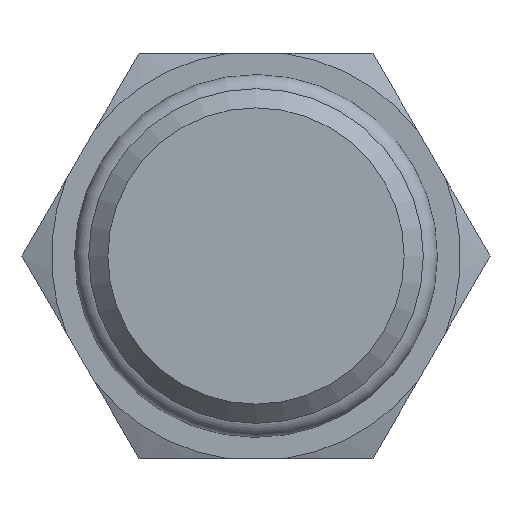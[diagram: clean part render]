
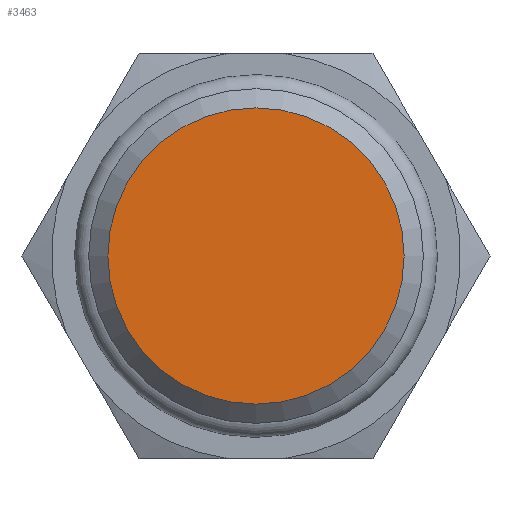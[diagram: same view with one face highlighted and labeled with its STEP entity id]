
A CAD part, left-side view. The second image highlights one B-rep face of the part: STEP entity #3463.
In plain terms, the highlighted planar face has unit normal (-1, 0, 0).
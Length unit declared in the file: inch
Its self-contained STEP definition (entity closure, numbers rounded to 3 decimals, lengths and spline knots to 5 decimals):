
#3440=CARTESIAN_POINT('',(-0.5,0.,0.3875));
#3441=VERTEX_POINT('',#3440);
#3442=CARTESIAN_POINT('',(-0.5,0.,0.));
#3443=DIRECTION('',(1.0,0.0,0.0));
#3444=DIRECTION('',(0.0,0.0,-1.0));
#3445=AXIS2_PLACEMENT_3D('',#3442,#3443,#3444);
#3446=CIRCLE('',#3445,0.3875);
#3447=EDGE_CURVE('',#3441,#3441,#3446,.T.);
#3455=CARTESIAN_POINT('',(-0.5,0.,0.));
#3456=DIRECTION('',(1.0,0.0,0.0));
#3457=DIRECTION('',(0.0,0.0,-1.0));
#3458=AXIS2_PLACEMENT_3D('',#3455,#3456,#3457);
#3459=PLANE('',#3458);
#3460=ORIENTED_EDGE('',*,*,#3447,.F.);
#3461=EDGE_LOOP('',(#3460));
#3462=FACE_OUTER_BOUND('',#3461,.T.);
#3463=ADVANCED_FACE('',(#3462),#3459,.F.);
